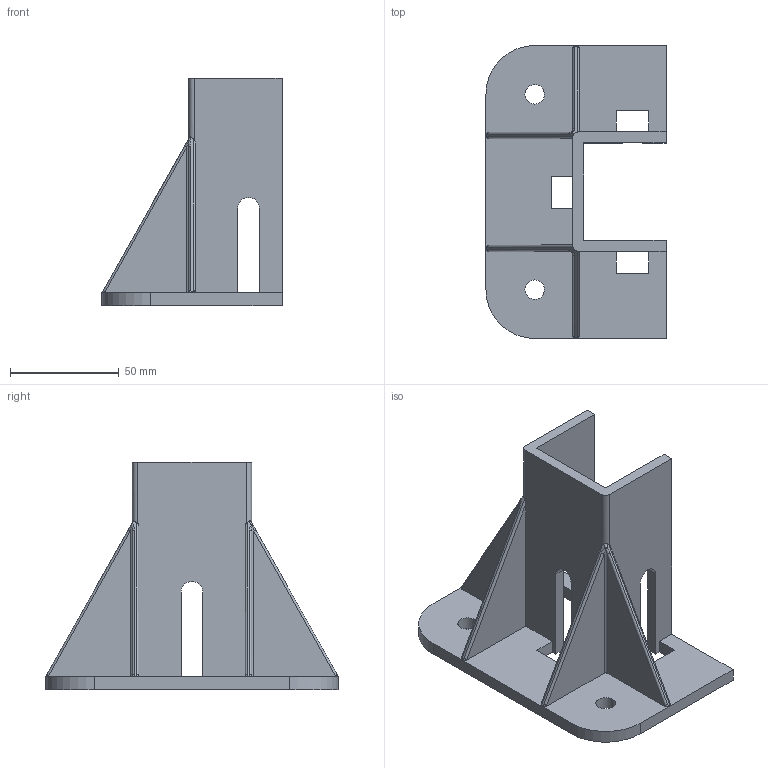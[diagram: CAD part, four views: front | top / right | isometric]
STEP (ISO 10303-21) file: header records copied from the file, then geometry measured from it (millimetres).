
FILE_DESCRIPTION(/* description */ ('BASE DI ANCOR. A PAVIMENTO PROF.90X45'),/* implementation_level */ '2;1');
FILE_NAME(/* name */ 'DPDFQ0000024.stp',/* time_stamp */ '2022-11-17T15:57:59+01:00',/* author */ ('tecnico7'),/* organization */ (''),/* preprocessor_version */ 'ST-DEVELOPER v18.1',/* originating_system */ 'Autodesk Inventor 2022',/* authorisation */ '');
FILE_SCHEMA (('AUTOMOTIVE_DESIGN { 1 0 10303 214 3 1 1 }'));
Length unit declared in the file: millimetre
Products named in the file (1): DPDFQ0000024
Bounding box: 83 x 135 x 105 mm (x, y, z)
Volume: 126564.2 mm3; surface area: 57633.3 mm2
Topology: 1 solids, 1 shells, 108 faces, 329 edges, 216 vertices
Faces by surface type: plane 48, cylinder 31, bspline 29
Full cylindrical faces by diameter (mm): 9 x2
Entity records: 8544 total; most frequent: CARTESIAN_POINT 5787, ORIENTED_EDGE 656, DIRECTION 439, EDGE_CURVE 328, VERTEX_POINT 216, LINE 167, VECTOR 167, AXIS2_PLACEMENT_3D 136
